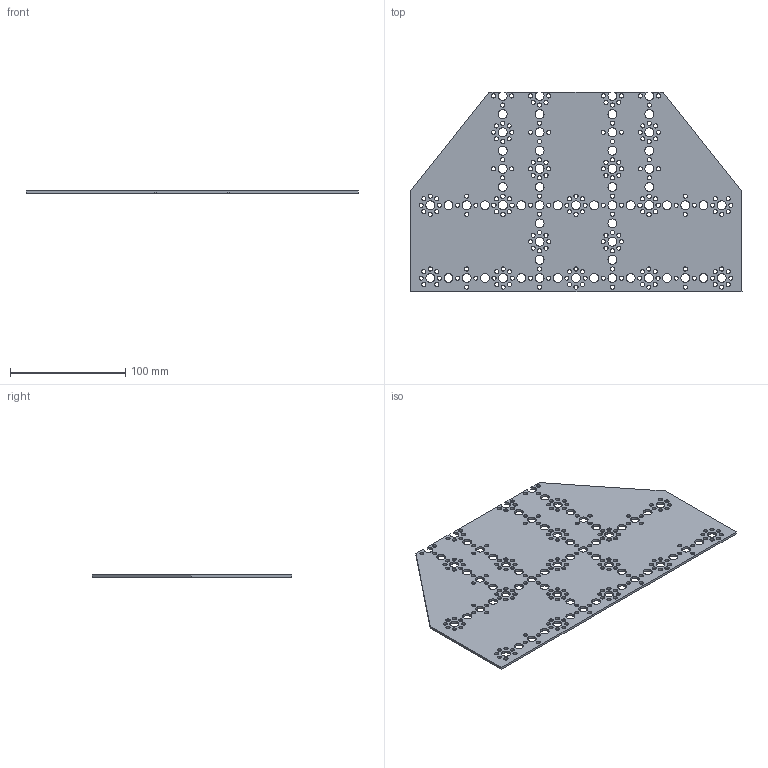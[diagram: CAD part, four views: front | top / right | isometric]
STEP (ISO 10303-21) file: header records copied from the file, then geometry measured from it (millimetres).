
FILE_DESCRIPTION(/* description */ (''),/* implementation_level */ '2;1');
FILE_NAME(/* name */ '0th Stack.step',/* time_stamp */ '2025-12-19T12:44:30+05:30',/* author */ (''),/* organization */ (''),/* preprocessor_version */ 'ST-DEVELOPER v20.1',/* originating_system */ 'Autodesk Translation Framework v14.21.0.0',/* authorisation */ '');
FILE_SCHEMA (('AUTOMOTIVE_DESIGN { 1 0 10303 214 3 1 1 }'));
Length unit declared in the file: millimetre
Products named in the file (1): 0th Stack
Bounding box: 288 x 173.35 x 2 mm (x, y, z)
Volume: 78032.1 mm3; surface area: 87096.9 mm2
Topology: 1 solids, 1 shells, 288 faces, 858 edges, 572 vertices
Faces by surface type: cylinder 274, plane 14
Full cylindrical faces by diameter (mm): 3.6 x174, 7.8 x58
Entity records: 11043 total; most frequent: DIRECTION 1984, CARTESIAN_POINT 1719, ORIENTED_EDGE 1716, EDGE_CURVE 858, AXIS2_PLACEMENT_3D 837, EDGE_LOOP 788, VERTEX_POINT 572, CIRCLE 548
